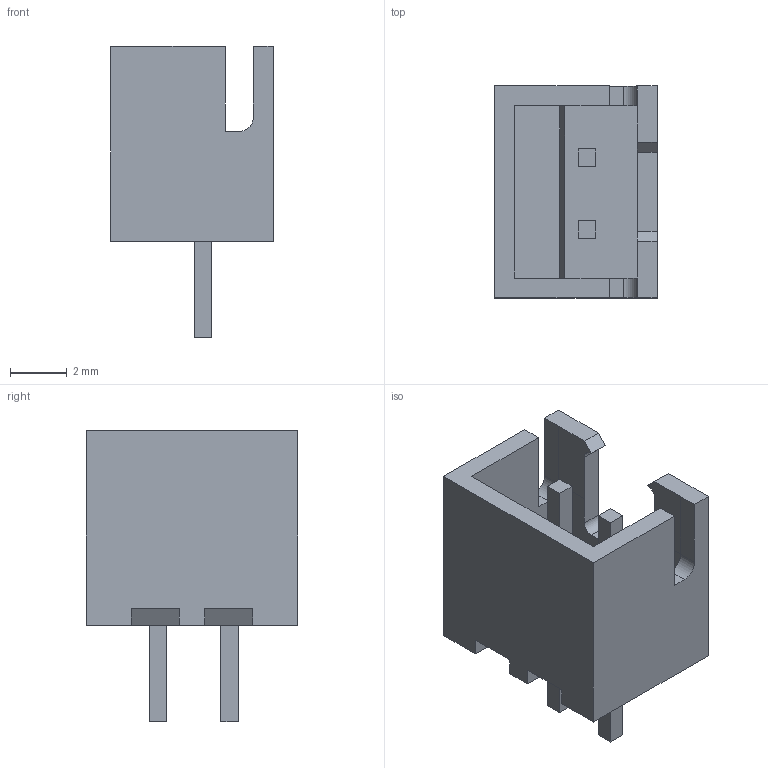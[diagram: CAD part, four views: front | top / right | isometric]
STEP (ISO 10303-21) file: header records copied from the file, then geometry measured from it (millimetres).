
FILE_DESCRIPTION(('FreeCAD Model'),'2;1');
FILE_NAME('Compound_sp.step', '2019-03-19T23:57:29',('kicad StepUp'),('ksu MCAD'), 'Open CASCADE STEP processor 7.3','FreeCAD','Unknown');
FILE_SCHEMA(('AUTOMOTIVE_DESIGN { 1 0 10303 214 1 1 1 1 }'));
Length unit declared in the file: millimetre
Products named in the file (1): Compound_sp
Bounding box: 5.75 x 7.5 x 10.3 mm (x, y, z)
Volume: 127.8 mm3; surface area: 421.4 mm2
Topology: 3 solids, 3 shells, 62 faces, 156 edges, 100 vertices
Faces by surface type: plane 56, cylinder 6
Entity records: 2259 total; most frequent: CARTESIAN_POINT 319, ORIENTED_EDGE 312, DIRECTION 294, EDGE_CURVE 156, LINE 144, VECTOR 144, VERTEX_POINT 100, AXIS2_PLACEMENT_3D 75
